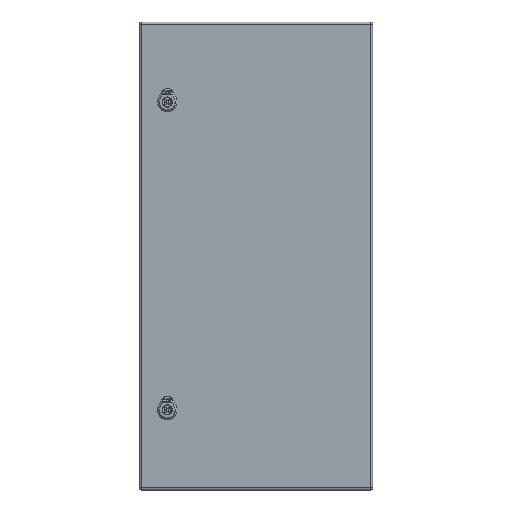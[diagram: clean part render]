
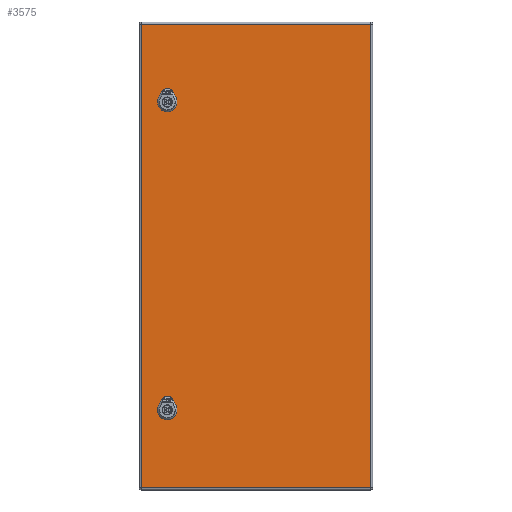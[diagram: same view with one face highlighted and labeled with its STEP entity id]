
A CAD part, top view. The second image highlights one B-rep face of the part: STEP entity #3575.
In plain terms, the highlighted planar face has unit normal (0, 0, 1).
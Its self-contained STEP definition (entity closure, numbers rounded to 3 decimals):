
#430=FACE_BOUND('',#5241,.T.);
#431=FACE_BOUND('',#5242,.T.);
#432=FACE_BOUND('',#5243,.T.);
#1793=LINE('',#21411,#2674);
#1794=LINE('',#21589,#2675);
#1963=LINE('',#22494,#2844);
#1964=LINE('',#22672,#2845);
#1968=LINE('',#22887,#2849);
#1969=LINE('',#22901,#2850);
#1982=LINE('',#22938,#2863);
#1983=LINE('',#22940,#2864);
#2674=VECTOR('',#15196,1.);
#2675=VECTOR('',#15205,1.);
#2844=VECTOR('',#15634,1.);
#2845=VECTOR('',#15643,1.);
#2849=VECTOR('',#15695,1.);
#2850=VECTOR('',#15702,1.);
#2863=VECTOR('',#15743,1.);
#2864=VECTOR('',#15746,1.);
#3575=ADVANCED_FACE('F869',(#430,#431,#432),#3916,.T.);
#3916=PLANE('',#13034);
#5241=EDGE_LOOP('',(#8400,#8401,#8402,#8403));
#5242=EDGE_LOOP('',(#8404,#8405,#8406,#8407));
#5243=EDGE_LOOP('',(#8408,#8409,#8410,#8411));
#8400=ORIENTED_EDGE('',*,*,#11511,.T.);
#8401=ORIENTED_EDGE('',*,*,#11510,.T.);
#8402=ORIENTED_EDGE('',*,*,#11488,.T.);
#8403=ORIENTED_EDGE('',*,*,#11491,.T.);
#8404=ORIENTED_EDGE('',*,*,#11479,.T.);
#8405=ORIENTED_EDGE('',*,*,#11446,.T.);
#8406=ORIENTED_EDGE('',*,*,#11454,.T.);
#8407=ORIENTED_EDGE('',*,*,#11457,.T.);
#8408=ORIENTED_EDGE('',*,*,#11196,.T.);
#8409=ORIENTED_EDGE('',*,*,#11163,.T.);
#8410=ORIENTED_EDGE('',*,*,#11171,.T.);
#8411=ORIENTED_EDGE('',*,*,#11174,.T.);
#9630=VERTEX_POINT('',#21410);
#9631=VERTEX_POINT('',#21412);
#9635=VERTEX_POINT('',#21580);
#9637=VERTEX_POINT('',#21588);
#9809=VERTEX_POINT('',#22493);
#9810=VERTEX_POINT('',#22495);
#9814=VERTEX_POINT('',#22663);
#9816=VERTEX_POINT('',#22671);
#9825=VERTEX_POINT('',#22855);
#9828=VERTEX_POINT('',#22870);
#9831=VERTEX_POINT('',#22886);
#9833=VERTEX_POINT('',#22902);
#11163=EDGE_CURVE('E2221',#9631,#9630,#1793,.T.);
#11171=EDGE_CURVE('E2218',#9630,#9635,#12009,.T.);
#11174=EDGE_CURVE('E2220',#9635,#9637,#1794,.T.);
#11196=EDGE_CURVE('E2215',#9637,#9631,#12015,.T.);
#11446=EDGE_CURVE('E19',#9810,#9809,#1963,.T.);
#11454=EDGE_CURVE('E26',#9809,#9814,#12039,.T.);
#11457=EDGE_CURVE('E23',#9814,#9816,#1964,.T.);
#11479=EDGE_CURVE('E29',#9816,#9810,#12045,.T.);
#11488=EDGE_CURVE('E1113',#9828,#9831,#1968,.T.);
#11491=EDGE_CURVE('E1114',#9831,#9833,#1969,.T.);
#11510=EDGE_CURVE('E1111',#9825,#9828,#1982,.T.);
#11511=EDGE_CURVE('E1099',#9833,#9825,#1983,.T.);
#12009=CIRCLE('',#12856,16.523);
#12015=CIRCLE('',#12873,11.535);
#12039=CIRCLE('',#12990,16.523);
#12045=CIRCLE('',#13007,11.535);
#12856=AXIS2_PLACEMENT_3D('',#21581,#15201,#15202);
#12873=AXIS2_PLACEMENT_3D('',#21768,#15238,#15239);
#12990=AXIS2_PLACEMENT_3D('',#22664,#15639,#15640);
#13007=AXIS2_PLACEMENT_3D('',#22851,#15676,#15677);
#13034=AXIS2_PLACEMENT_3D('',#22941,#15747,#15748);
#15196=DIRECTION('',(0.433,-0.902,0.));
#15201=DIRECTION('',(0.,0.,-1.));
#15202=DIRECTION('',(-1.,0.,0.));
#15205=DIRECTION('',(0.433,0.902,0.));
#15238=DIRECTION('',(0.,0.,-1.));
#15239=DIRECTION('',(-1.,0.,0.));
#15634=DIRECTION('',(0.433,-0.902,0.));
#15639=DIRECTION('',(0.,0.,-1.));
#15640=DIRECTION('',(-1.,0.,0.));
#15643=DIRECTION('',(0.433,0.902,0.));
#15676=DIRECTION('',(0.,0.,-1.));
#15677=DIRECTION('',(-1.,0.,0.));
#15695=DIRECTION('',(0.,1.,0.));
#15702=DIRECTION('',(-1.,0.,0.));
#15743=DIRECTION('',(1.,0.,0.));
#15746=DIRECTION('',(0.,-1.,0.));
#15747=DIRECTION('',(0.,0.,1.));
#15748=DIRECTION('',(0.,-1.,0.));
#21410=CARTESIAN_POINT('',(4115.8,1530.022,247.741));
#21411=CARTESIAN_POINT('',(4113.552,1534.706,247.741));
#21412=CARTESIAN_POINT('',(4111.303,1539.39,247.741));
#21580=CARTESIAN_POINT('',(4086.009,1530.021,247.741));
#21581=CARTESIAN_POINT('',(4100.905,1522.872,247.741));
#21588=CARTESIAN_POINT('',(4090.505,1539.39,247.741));
#21589=CARTESIAN_POINT('',(4088.257,1534.706,247.741));
#21768=CARTESIAN_POINT('',(4100.904,1534.399,247.741));
#22493=CARTESIAN_POINT('',(4115.8,2053.022,247.741));
#22494=CARTESIAN_POINT('',(4113.552,2057.706,247.741));
#22495=CARTESIAN_POINT('',(4111.303,2062.39,247.741));
#22663=CARTESIAN_POINT('',(4086.009,2053.021,247.741));
#22664=CARTESIAN_POINT('',(4100.905,2045.872,247.741));
#22671=CARTESIAN_POINT('',(4090.505,2062.39,247.741));
#22672=CARTESIAN_POINT('',(4088.257,2057.706,247.741));
#22851=CARTESIAN_POINT('',(4100.904,2057.399,247.741));
#22855=CARTESIAN_POINT('',(4056.904,1390.399,247.741));
#22870=CARTESIAN_POINT('',(4446.404,1390.399,247.741));
#22886=CARTESIAN_POINT('',(4446.404,2178.399,247.741));
#22887=CARTESIAN_POINT('',(4446.404,1784.399,247.741));
#22901=CARTESIAN_POINT('',(4251.654,2178.399,247.741));
#22902=CARTESIAN_POINT('',(4056.904,2178.399,247.741));
#22938=CARTESIAN_POINT('',(4251.654,1390.399,247.741));
#22940=CARTESIAN_POINT('',(4056.904,1784.399,247.741));
#22941=CARTESIAN_POINT('',(4469.729,1347.149,247.741));
